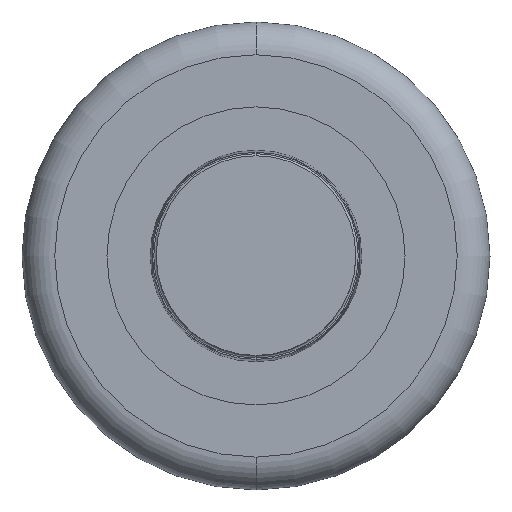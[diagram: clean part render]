
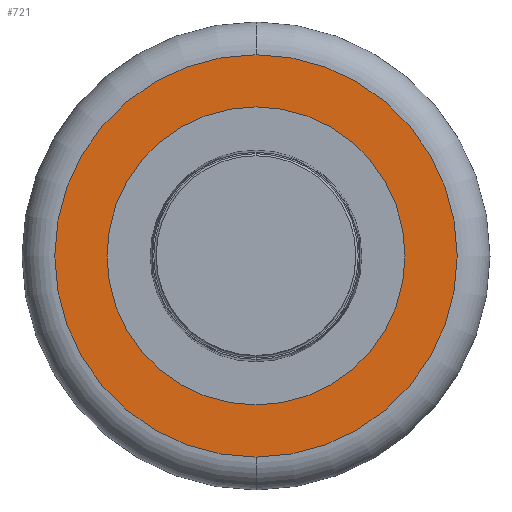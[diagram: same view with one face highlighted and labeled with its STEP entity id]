
A CAD part, top view. The second image highlights one B-rep face of the part: STEP entity #721.
In plain terms, the highlighted face is planar.
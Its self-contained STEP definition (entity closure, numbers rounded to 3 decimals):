
#524=CARTESIAN_POINT('',(0.,0.,0.));
#525=DIRECTION('',(0.,0.,-1.));
#526=DIRECTION('',(0.,1.,0.));
#527=AXIS2_PLACEMENT_3D('',#524,#525,#526);
#548=CARTESIAN_POINT('',(0.,0.,0.));
#549=DIRECTION('',(0.,0.,1.));
#550=DIRECTION('',(0.,1.,0.));
#551=AXIS2_PLACEMENT_3D('',#548,#549,#550);
#602=CARTESIAN_POINT('',(0.,0.,0.));
#603=DIRECTION('',(0.,0.,1.));
#604=DIRECTION('',(0.,1.,0.));
#605=AXIS2_PLACEMENT_3D('',#602,#603,#604);
#610=CARTESIAN_POINT('',(0.,0.,0.));
#611=DIRECTION('',(0.,0.,-1.));
#612=DIRECTION('',(0.,1.,0.));
#613=AXIS2_PLACEMENT_3D('',#610,#611,#612);
#618=CARTESIAN_POINT('',(0.,6.75,0.));
#620=VERTEX_POINT('',#618);
#623=CARTESIAN_POINT('',(0.,5.,0.));
#625=VERTEX_POINT('',#623);
#626=CARTESIAN_POINT('',(0.,-6.75,0.));
#628=VERTEX_POINT('',#626);
#631=CARTESIAN_POINT('',(0.,-5.,0.));
#633=VERTEX_POINT('',#631);
#708=CARTESIAN_POINT('',(0.,0.,0.));
#709=DIRECTION('',(0.,0.,-1.));
#710=DIRECTION('',(0.,-1.,0.));
#711=AXIS2_PLACEMENT_3D('',#708,#709,#710);
#712=PLANE('',#711);
#713=ORIENTED_EDGE('',*,*,#641,.F.);
#714=ORIENTED_EDGE('',*,*,#659,.T.);
#715=EDGE_LOOP('',(#713,#714));
#716=FACE_OUTER_BOUND('',#715,.F.);
#717=ORIENTED_EDGE('',*,*,#701,.F.);
#718=ORIENTED_EDGE('',*,*,#690,.T.);
#719=EDGE_LOOP('',(#717,#718));
#720=FACE_BOUND('',#719,.F.);
#721=ADVANCED_FACE('',(#716,#720),#712,.T.);
#528=CIRCLE('',#527,6.75);
#552=CIRCLE('',#551,6.75);
#606=CIRCLE('',#605,5.);
#614=CIRCLE('',#613,5.);
#641=EDGE_CURVE('',#620,#628,#528,.T.);
#659=EDGE_CURVE('',#620,#628,#552,.T.);
#690=EDGE_CURVE('',#625,#633,#614,.T.);
#701=EDGE_CURVE('',#625,#633,#606,.T.);
